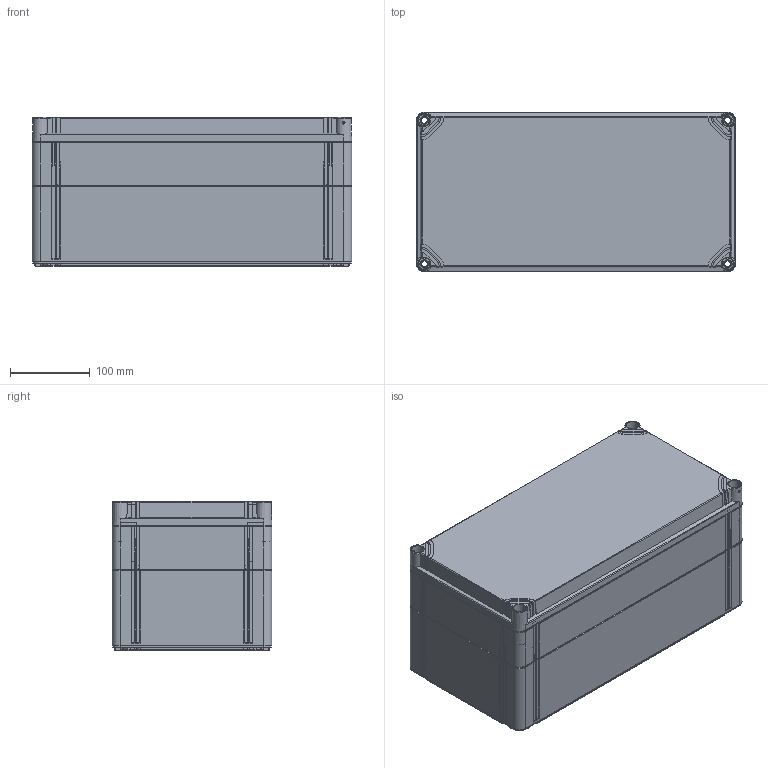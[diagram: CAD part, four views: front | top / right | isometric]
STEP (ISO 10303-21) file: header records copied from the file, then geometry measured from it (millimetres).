
FILE_DESCRIPTION((''),'2;1');
FILE_NAME('OPCP204018T_ASM','2008-12-19T',('pasi_koskela'),(''),'PRO/ENGINEER BY PARAMETRIC TECHNOLOGY CORPORATION, 2008250','PRO/ENGINEER BY PARAMETRIC TECHNOLOGY CORPORATION, 2008250','');
FILE_SCHEMA(('AUTOMOTIVE_DESIGN_CC2 { 1 2 10303 214 -1 1 5 2 }'));
Products named in the file (4): OPCP204010B; OPCT204003L; OPCP204006E; OPCP204018T_ASM
Assembly tree (3 placements, depth 2):
  OPCP204018T_ASM
    OPCP204010B
    OPCT204003L
    OPCP204006E
Bounding box: 400 x 200 x 187 mm (x, y, z)
Volume: 1775941.1 mm3; surface area: 945906.1 mm2
Topology: 3 solids, 3 shells, 3549 faces, 9337 edges, 5911 vertices
Faces by surface type: plane 1765, cone 768, cylinder 632, torus 326, bspline 56, sphere 2
Entity records: 145218 total; most frequent: CARTESIAN_POINT 29503, ORIENTED_EDGE 18618, DIRECTION 18040, PRESENTATION_STYLE_ASSIGNMENT 9312, STYLED_ITEM 9312, CURVE_STYLE 9309, EDGE_CURVE 9309, AXIS2_PLACEMENT_3D 6281
